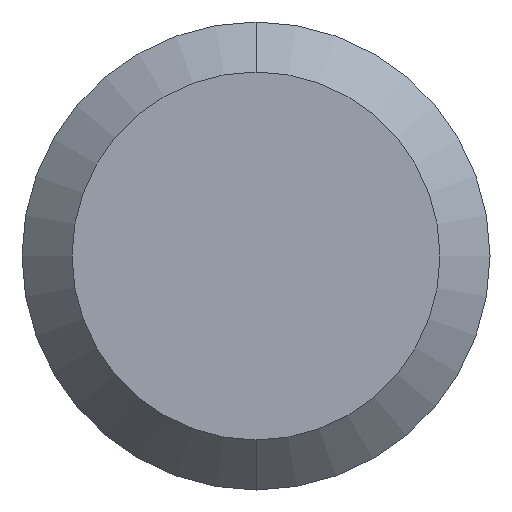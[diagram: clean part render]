
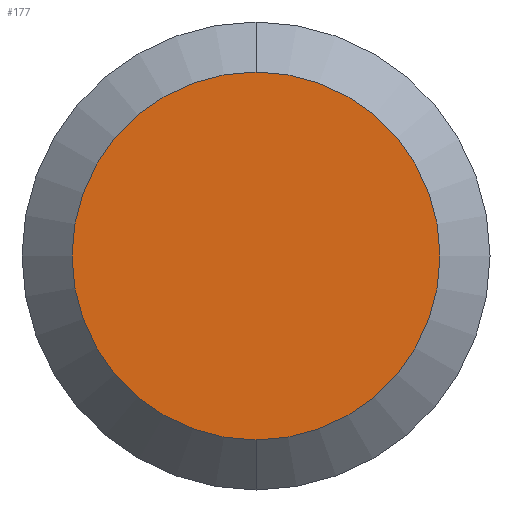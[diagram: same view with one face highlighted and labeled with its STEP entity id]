
A CAD part, front view. The second image highlights one B-rep face of the part: STEP entity #177.
In plain terms, the highlighted planar face has unit normal (0, -1, 0).
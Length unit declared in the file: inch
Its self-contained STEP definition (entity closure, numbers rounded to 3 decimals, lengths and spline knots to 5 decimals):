
#5 = CIRCLE ( 'NONE', #174, 0.0736 ) ;
#24 = CARTESIAN_POINT ( 'NONE',  ( 0., 0., 0.0736 ) ) ;
#43 = EDGE_LOOP ( 'NONE', ( #196, #274 ) ) ;
#55 = EDGE_CURVE ( 'NONE', #267, #168, #5, .T. ) ;
#58 = DIRECTION ( 'NONE',  ( 0., 1., 0. ) ) ;
#81 = CARTESIAN_POINT ( 'NONE',  ( 0., 0., 0. ) ) ;
#88 = AXIS2_PLACEMENT_3D ( 'NONE', #148, #123, #105 ) ;
#98 = DIRECTION ( 'NONE',  ( 0., -1., 0. ) ) ;
#99 = FACE_OUTER_BOUND ( 'NONE', #43, .T. ) ;
#105 = DIRECTION ( 'NONE',  ( 0., 0., 1. ) ) ;
#116 = AXIS2_PLACEMENT_3D ( 'NONE', #81, #58, #169 ) ;
#123 = DIRECTION ( 'NONE',  ( 0., -1., 0. ) ) ;
#144 = DIRECTION ( 'NONE',  ( 0., 0., 1. ) ) ;
#148 = CARTESIAN_POINT ( 'NONE',  ( 0., 0., 0. ) ) ;
#161 = CARTESIAN_POINT ( 'NONE',  ( 0., 0., -0.0736 ) ) ;
#168 = VERTEX_POINT ( 'NONE', #24 ) ;
#169 = DIRECTION ( 'NONE',  ( 0., 0., 1. ) ) ;
#174 = AXIS2_PLACEMENT_3D ( 'NONE', #200, #98, #144 ) ;
#177 = ADVANCED_FACE ( 'NONE', ( #99 ), #249, .F. ) ;
#196 = ORIENTED_EDGE ( 'NONE', *, *, #273, .T. ) ;
#200 = CARTESIAN_POINT ( 'NONE',  ( 0., 0., 0. ) ) ;
#207 = CIRCLE ( 'NONE', #88, 0.0736 ) ;
#249 = PLANE ( 'NONE',  #116 ) ;
#267 = VERTEX_POINT ( 'NONE', #161 ) ;
#273 = EDGE_CURVE ( 'NONE', #168, #267, #207, .T. ) ;
#274 = ORIENTED_EDGE ( 'NONE', *, *, #55, .T. ) ;
